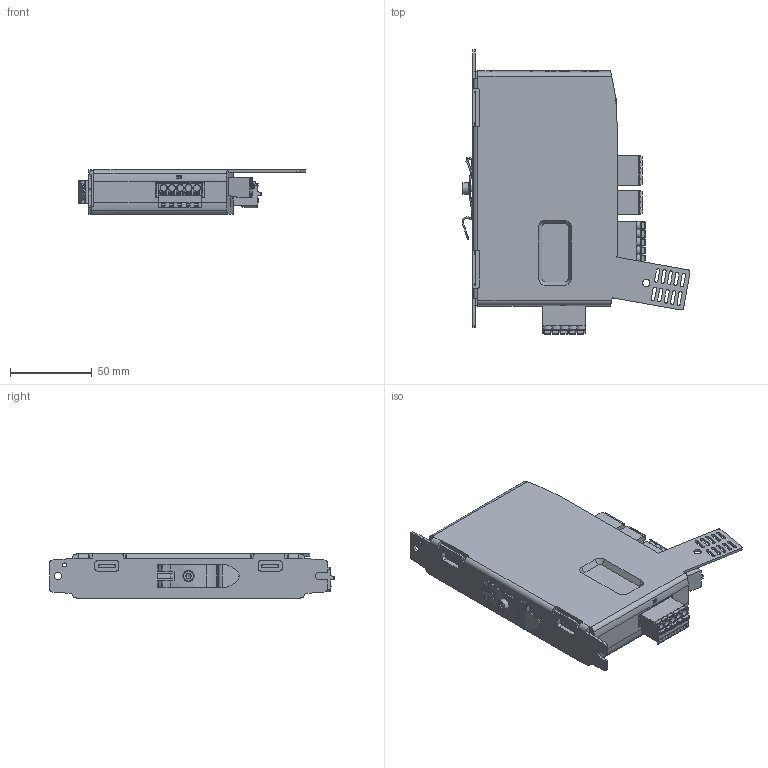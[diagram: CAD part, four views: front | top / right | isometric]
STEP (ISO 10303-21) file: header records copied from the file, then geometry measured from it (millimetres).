
FILE_DESCRIPTION(/* description */ ('STEP AP214'),/* implementation_level */ '2;1');
FILE_NAME(/* name */ '8163946_CMMT-ST-C8-1C-MP-S0',/* time_stamp */ '2024-07-30T15:25:11+02:00',/* author */ ('License CC BY-ND 4.0'),/* organization */ ('CADENAS'),/* preprocessor_version */ 'ST-DEVELOPER v19.3',/* originating_system */ 'PARTsolutions',/* authorisation */ ' ');
FILE_SCHEMA (('AUTOMOTIVE_DESIGN {1 0 10303 214 3 1 1}'));
Products named in the file (9): 8163946 CMMT-ST-C8-1C-MP-S0---(high); 8163946 CMMT-ST-C8-1C-MP-S0---(highh); 1360395 VAME-P11-MK; DIN-912 - M4x5(F); 8079510 10GD-2RR3,5-CLP-CBL; 8079513 8GD-2RR3,5-CLP-CBL; 8079509 6GD-1RR5,08-CLP-CBL; 8079508 3GD-1RR3.5-CLP-CBL---(2); 8169608 5GD-1RR5,08-CLP-CBL
Assembly tree (8 placements, depth 2):
  8163946 CMMT-ST-C8-1C-MP-S0---(high)
    8163946 CMMT-ST-C8-1C-MP-S0---(highh)
    1360395 VAME-P11-MK
    DIN-912 - M4x5(F)
    8079510 10GD-2RR3,5-CLP-CBL
    8079513 8GD-2RR3,5-CLP-CBL
    8079509 6GD-1RR5,08-CLP-CBL
    8079508 3GD-1RR3.5-CLP-CBL---(2)
    8169608 5GD-1RR5,08-CLP-CBL
Bounding box: 139.71 x 174.3 x 27 mm (x, y, z)
Volume: 348676 mm3; surface area: 72597.5 mm2
Topology: 8 solids, 8 shells, 3045 faces, 8162 edges, 5392 vertices
Faces by surface type: plane 2030, cylinder 951, torus 40, cone 24
Full cylindrical faces by diameter (mm): 0.52 x1, 0.64 x3, 1.4 x11, 1.5 x3, 1.6 x20, 2.459 x1, 2.8 x11, 3 x18, 3.1 x3, 3.242 x1, 4 x17, 4.2 x1, 4.5 x2, 7 x1
Entity records: 115253 total; most frequent: CARTESIAN_POINT 16661, DIRECTION 16176, ORIENTED_EDGE 15978, EDGE_CURVE 7989, LINE 5806, VECTOR 5806, VERTEX_POINT 5375, AXIS2_PLACEMENT_3D 5185
